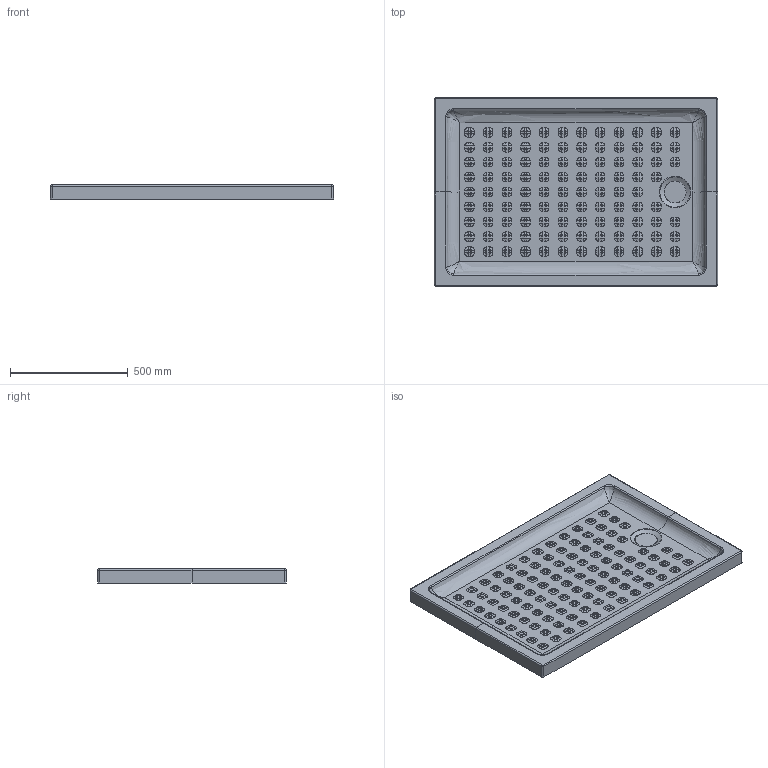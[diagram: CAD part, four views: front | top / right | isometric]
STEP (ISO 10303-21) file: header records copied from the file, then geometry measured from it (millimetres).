
FILE_DESCRIPTION(/* description */ (''),/* implementation_level */ '2;1');
FILE_NAME(/* name */ '6222DW_O._Novo_Classic.stp',/* time_stamp */ '2019-02-12T12:53:09+01:00',/* author */ (''),/* organization */ (''),/* preprocessor_version */ 'ST-DEVELOPER v16',/* originating_system */ 'SIEMENS PLM Software NX 10.0',/* authorisation */ '');
FILE_SCHEMA (('AUTOMOTIVE_DESIGN { 1 0 10303 214 3 1 1 1 }'));
Products named in the file (1): math1C541D01swjx
Bounding box: 1200 x 800 x 60 mm (x, y, z)
Volume: 26161038.5 mm3; surface area: 2227352.9 mm2
Topology: 1 solids, 1 shells, 1816 faces, 4272 edges, 2143 vertices
Faces by surface type: cylinder 848, bspline 437, sphere 416, plane 115
Entity records: 63976 total; most frequent: CARTESIAN_POINT 29151, ORIENTED_EDGE 7692, DIRECTION 6855, EDGE_CURVE 3846, AXIS2_PLACEMENT_3D 3072, VERTEX_POINT 2140, EDGE_LOOP 1924, ADVANCED_FACE 1816
